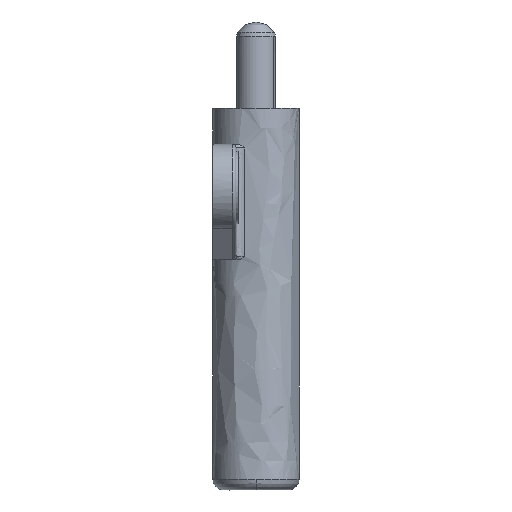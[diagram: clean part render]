
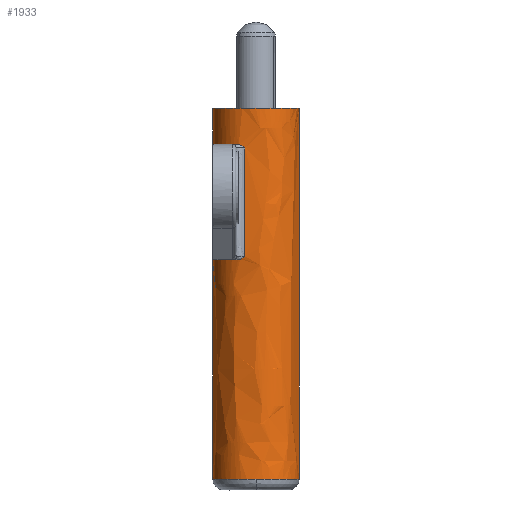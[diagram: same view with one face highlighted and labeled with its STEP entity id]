
A CAD part, left-side view. The second image highlights one B-rep face of the part: STEP entity #1933.
In plain terms, the highlighted free-form (B-spline) face has degree [2, 1] with [5, 2] control points.
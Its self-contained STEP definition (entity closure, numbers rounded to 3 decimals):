
#1121=CARTESIAN_POINT('',(-6.,0.,-51.5));
#1122=VERTEX_POINT('',#1121);
#1136=CARTESIAN_POINT('',(0.052,6.,-51.5));
#1137=VERTEX_POINT('',#1136);
#1138=CARTESIAN_POINT('',(0.052,6.,-51.5));
#1139=CARTESIAN_POINT('',(0.026,6.,-51.5));
#1140=CARTESIAN_POINT('',(0.0,6.0,-51.5));
#1141=CARTESIAN_POINT('',(-6.,6.0,-51.5));
#1142=CARTESIAN_POINT('',(-6.,0.,-51.5));
#1150=(BOUNDED_CURVE()B_SPLINE_CURVE(2,(#1138,#1139,#1140,#1141,#1142),.UNSPECIFIED.,.F.,.U.)B_SPLINE_CURVE_WITH_KNOTS((3,2,3),(0.248,0.25,0.5),.UNSPECIFIED.)CURVE()GEOMETRIC_REPRESENTATION_ITEM()RATIONAL_B_SPLINE_CURVE((0.996,0.998,1.0,0.707,1.0))REPRESENTATION_ITEM(''));
#1151=EDGE_CURVE('',#1137,#1122,#1150,.T.);
#1199=CARTESIAN_POINT('',(-0.052,-6.,-51.5));
#1200=VERTEX_POINT('',#1199);
#1216=CARTESIAN_POINT('',(-6.,0.,-51.5));
#1217=CARTESIAN_POINT('',(-6.,-5.948,-51.5));
#1218=CARTESIAN_POINT('',(-0.052,-6.,-51.5));
#1226=(BOUNDED_CURVE()B_SPLINE_CURVE(2,(#1216,#1217,#1218),.UNSPECIFIED.,.F.,.U.)B_SPLINE_CURVE_WITH_KNOTS((3,3),(0.5,0.748),.UNSPECIFIED.)CURVE()GEOMETRIC_REPRESENTATION_ITEM()RATIONAL_B_SPLINE_CURVE((1.0,0.709,0.996))REPRESENTATION_ITEM(''));
#1227=EDGE_CURVE('',#1122,#1200,#1226,.T.);
#1239=CARTESIAN_POINT('',(0.052,6.,0.));
#1240=VERTEX_POINT('',#1239);
#1256=CARTESIAN_POINT('',(-6.0,0.0,0.0));
#1257=VERTEX_POINT('',#1256);
#1258=CARTESIAN_POINT('',(-6.0,0.0,0.0));
#1259=CARTESIAN_POINT('',(-6.0,6.0,0.0));
#1260=CARTESIAN_POINT('',(0.0,6.0,0.0));
#1261=CARTESIAN_POINT('',(0.026,6.0,0.0));
#1262=CARTESIAN_POINT('',(0.052,6.,0.0));
#1270=(BOUNDED_CURVE()B_SPLINE_CURVE(2,(#1258,#1259,#1260,#1261,#1262),.UNSPECIFIED.,.F.,.U.)B_SPLINE_CURVE_WITH_KNOTS((3,2,3),(0.5,0.75,0.752),.UNSPECIFIED.)CURVE()GEOMETRIC_REPRESENTATION_ITEM()RATIONAL_B_SPLINE_CURVE((1.0,0.707,1.0,0.998,0.996))REPRESENTATION_ITEM(''));
#1271=EDGE_CURVE('',#1257,#1240,#1270,.T.);
#1273=CARTESIAN_POINT('',(-0.052,-6.,0.));
#1274=VERTEX_POINT('',#1273);
#1275=CARTESIAN_POINT('',(-0.052,-6.,0.0));
#1276=CARTESIAN_POINT('',(-6.0,-5.948,0.0));
#1277=CARTESIAN_POINT('',(-6.0,0.0,0.0));
#1285=(BOUNDED_CURVE()B_SPLINE_CURVE(2,(#1275,#1276,#1277),.UNSPECIFIED.,.F.,.U.)B_SPLINE_CURVE_WITH_KNOTS((3,3),(0.252,0.5),.UNSPECIFIED.)CURVE()GEOMETRIC_REPRESENTATION_ITEM()RATIONAL_B_SPLINE_CURVE((0.996,0.709,1.0))REPRESENTATION_ITEM(''));
#1286=EDGE_CURVE('',#1274,#1257,#1285,.T.);
#1714=CARTESIAN_POINT('',(0.052,6.,-5.0));
#1715=VERTEX_POINT('',#1714);
#1729=CARTESIAN_POINT('',(0.052,6.,0.));
#1730=CARTESIAN_POINT('',(0.052,6.,-5.0));
#1731=QUASI_UNIFORM_CURVE('',1,(#1729,#1730),.UNSPECIFIED.,.F.,.U.);
#1732=EDGE_CURVE('',#1240,#1715,#1731,.T.);
#1736=CARTESIAN_POINT('',(-0.052,-6.,0.));
#1737=CARTESIAN_POINT('',(-0.052,-6.,-51.5));
#1738=QUASI_UNIFORM_CURVE('',1,(#1736,#1737),.UNSPECIFIED.,.F.,.U.);
#1739=EDGE_CURVE('',#1274,#1200,#1738,.T.);
#1743=CARTESIAN_POINT('',(0.052,6.,-21.025));
#1744=VERTEX_POINT('',#1743);
#1745=CARTESIAN_POINT('',(0.052,6.,-21.025));
#1746=CARTESIAN_POINT('',(0.052,6.,-51.5));
#1747=QUASI_UNIFORM_CURVE('',1,(#1745,#1746),.UNSPECIFIED.,.F.,.U.);
#1748=EDGE_CURVE('',#1744,#1137,#1747,.T.);
#1807=CARTESIAN_POINT('',(-0.052,-6.,1.288));
#1808=CARTESIAN_POINT('',(-6.052,-5.947,1.288));
#1809=CARTESIAN_POINT('',(-6.,0.052,1.288));
#1810=CARTESIAN_POINT('',(-5.947,6.052,1.288));
#1811=CARTESIAN_POINT('',(0.052,6.,1.288));
#1812=CARTESIAN_POINT('',(-0.052,-6.,-52.82));
#1813=CARTESIAN_POINT('',(-6.052,-5.947,-52.82));
#1814=CARTESIAN_POINT('',(-6.,0.052,-52.82));
#1815=CARTESIAN_POINT('',(-5.947,6.052,-52.82));
#1816=CARTESIAN_POINT('',(0.052,6.,-52.82));
#1824=(BOUNDED_SURFACE()B_SPLINE_SURFACE(2,1,((#1807,#1812),(#1808,#1813),(#1809,#1814),(#1810,#1815),(#1811,#1816)),.UNSPECIFIED.,.F.,.F.,.U.)B_SPLINE_SURFACE_WITH_KNOTS((3,2,3),(2,2),(0.0,9.941,19.882),(0.0,54.107),.UNSPECIFIED.)GEOMETRIC_REPRESENTATION_ITEM()RATIONAL_B_SPLINE_SURFACE(((1.0,1.0),(0.707,0.707),(1.0,1.0),(0.707,0.707),(1.0,1.0)))REPRESENTATION_ITEM('')SURFACE());
#1825=CARTESIAN_POINT('',(0.0,6.0,-5.0));
#1826=VERTEX_POINT('',#1825);
#1827=CARTESIAN_POINT('',(0.052,6.,-5.));
#1828=CARTESIAN_POINT('',(0.026,6.,-5.));
#1829=CARTESIAN_POINT('',(0.0,6.0,-5.0));
#1837=(BOUNDED_CURVE()B_SPLINE_CURVE(2,(#1827,#1828,#1829),.UNSPECIFIED.,.F.,.U.)B_SPLINE_CURVE_WITH_KNOTS((3,3),(0.992,1.0),.UNSPECIFIED.)CURVE()GEOMETRIC_REPRESENTATION_ITEM()RATIONAL_B_SPLINE_CURVE((0.997,0.999,1.0))REPRESENTATION_ITEM(''));
#1838=EDGE_CURVE('',#1715,#1826,#1837,.T.);
#1839=ORIENTED_EDGE('',*,*,#1838,.T.);
#1840=CARTESIAN_POINT('',(-5.447,2.516,-5.0));
#1841=VERTEX_POINT('',#1840);
#1842=CARTESIAN_POINT('',(0.0,6.0,-5.0));
#1843=CARTESIAN_POINT('',(-3.837,6.0,-5.));
#1844=CARTESIAN_POINT('',(-5.447,2.516,-5.0));
#1852=(BOUNDED_CURVE()B_SPLINE_CURVE(2,(#1842,#1843,#1844),.UNSPECIFIED.,.F.,.U.)CURVE()GEOMETRIC_REPRESENTATION_ITEM()QUASI_UNIFORM_CURVE()RATIONAL_B_SPLINE_CURVE((1.0,0.842,1.0))REPRESENTATION_ITEM(''));
#1853=EDGE_CURVE('',#1826,#1841,#1852,.T.);
#1854=ORIENTED_EDGE('',*,*,#1853,.T.);
#1855=CARTESIAN_POINT('',(-5.798,1.543,-5.5));
#1856=VERTEX_POINT('',#1855);
#1857=CARTESIAN_POINT('',(-5.447,2.516,-5.0));
#1858=CARTESIAN_POINT('',(-5.467,2.472,-5.));
#1859=CARTESIAN_POINT('',(-5.487,2.427,-5.005));
#1860=CARTESIAN_POINT('',(-5.526,2.339,-5.021));
#1861=CARTESIAN_POINT('',(-5.544,2.295,-5.034));
#1862=CARTESIAN_POINT('',(-5.596,2.165,-5.079));
#1863=CARTESIAN_POINT('',(-5.627,2.083,-5.12));
#1864=CARTESIAN_POINT('',(-5.684,1.923,-5.214));
#1865=CARTESIAN_POINT('',(-5.71,1.845,-5.268));
#1866=CARTESIAN_POINT('',(-5.757,1.693,-5.381));
#1867=CARTESIAN_POINT('',(-5.778,1.618,-5.441));
#1868=CARTESIAN_POINT('',(-5.798,1.543,-5.5));
#1869=B_SPLINE_CURVE_WITH_KNOTS('',3,(#1857,#1858,#1859,#1860,#1861,#1862,#1863,#1864,#1865,#1866,#1867,#1868),.UNSPECIFIED.,.F.,.U.,(4,2,2,2,2,4),(0.0,0.125,0.25,0.5,0.75,1.0),.UNSPECIFIED.);
#1870=EDGE_CURVE('',#1841,#1856,#1869,.T.);
#1871=ORIENTED_EDGE('',*,*,#1870,.T.);
#1872=CARTESIAN_POINT('',(-5.798,1.543,-20.525));
#1873=VERTEX_POINT('',#1872);
#1874=CARTESIAN_POINT('',(-5.798,1.543,-5.5));
#1875=CARTESIAN_POINT('',(-5.798,1.543,-20.525));
#1876=QUASI_UNIFORM_CURVE('',1,(#1874,#1875),.UNSPECIFIED.,.F.,.U.);
#1877=EDGE_CURVE('',#1856,#1873,#1876,.T.);
#1878=ORIENTED_EDGE('',*,*,#1877,.T.);
#1879=CARTESIAN_POINT('',(-5.447,2.516,-21.025));
#1880=VERTEX_POINT('',#1879);
#1881=CARTESIAN_POINT('',(-5.798,1.543,-20.525));
#1882=CARTESIAN_POINT('',(-5.778,1.618,-20.584));
#1883=CARTESIAN_POINT('',(-5.757,1.693,-20.643));
#1884=CARTESIAN_POINT('',(-5.71,1.845,-20.757));
#1885=CARTESIAN_POINT('',(-5.684,1.923,-20.811));
#1886=CARTESIAN_POINT('',(-5.627,2.083,-20.905));
#1887=CARTESIAN_POINT('',(-5.596,2.165,-20.946));
#1888=CARTESIAN_POINT('',(-5.544,2.295,-20.991));
#1889=CARTESIAN_POINT('',(-5.526,2.339,-21.003));
#1890=CARTESIAN_POINT('',(-5.487,2.427,-21.02));
#1891=CARTESIAN_POINT('',(-5.467,2.472,-21.025));
#1892=CARTESIAN_POINT('',(-5.447,2.516,-21.025));
#1893=B_SPLINE_CURVE_WITH_KNOTS('',3,(#1881,#1882,#1883,#1884,#1885,#1886,#1887,#1888,#1889,#1890,#1891,#1892),.UNSPECIFIED.,.F.,.U.,(4,2,2,2,2,4),(0.0,0.25,0.5,0.75,0.875,1.0),.UNSPECIFIED.);
#1894=EDGE_CURVE('',#1873,#1880,#1893,.T.);
#1895=ORIENTED_EDGE('',*,*,#1894,.T.);
#1896=CARTESIAN_POINT('',(0.0,6.0,-21.025));
#1897=VERTEX_POINT('',#1896);
#1898=CARTESIAN_POINT('',(-5.447,2.516,-21.025));
#1899=CARTESIAN_POINT('',(-3.837,6.,-21.025));
#1900=CARTESIAN_POINT('',(0.0,6.0,-21.025));
#1908=(BOUNDED_CURVE()B_SPLINE_CURVE(2,(#1898,#1899,#1900),.UNSPECIFIED.,.F.,.U.)CURVE()GEOMETRIC_REPRESENTATION_ITEM()QUASI_UNIFORM_CURVE()RATIONAL_B_SPLINE_CURVE((1.0,0.842,1.0))REPRESENTATION_ITEM(''));
#1909=EDGE_CURVE('',#1880,#1897,#1908,.T.);
#1910=ORIENTED_EDGE('',*,*,#1909,.T.);
#1911=CARTESIAN_POINT('',(0.0,6.0,-21.025));
#1912=CARTESIAN_POINT('',(0.026,6.,-21.025));
#1913=CARTESIAN_POINT('',(0.052,6.,-21.025));
#1921=(BOUNDED_CURVE()B_SPLINE_CURVE(2,(#1911,#1912,#1913),.UNSPECIFIED.,.F.,.U.)B_SPLINE_CURVE_WITH_KNOTS((3,3),(0.0,0.008),.UNSPECIFIED.)CURVE()GEOMETRIC_REPRESENTATION_ITEM()RATIONAL_B_SPLINE_CURVE((1.0,0.999,0.997))REPRESENTATION_ITEM(''));
#1922=EDGE_CURVE('',#1897,#1744,#1921,.T.);
#1923=ORIENTED_EDGE('',*,*,#1922,.T.);
#1924=ORIENTED_EDGE('',*,*,#1748,.T.);
#1925=ORIENTED_EDGE('',*,*,#1151,.T.);
#1926=ORIENTED_EDGE('',*,*,#1227,.T.);
#1927=ORIENTED_EDGE('',*,*,#1739,.F.);
#1928=ORIENTED_EDGE('',*,*,#1286,.T.);
#1929=ORIENTED_EDGE('',*,*,#1271,.T.);
#1930=ORIENTED_EDGE('',*,*,#1732,.T.);
#1931=EDGE_LOOP('',(#1839,#1854,#1871,#1878,#1895,#1910,#1923,#1924,#1925,#1926,#1927,#1928,#1929,#1930));
#1932=FACE_OUTER_BOUND('',#1931,.T.);
#1933=ADVANCED_FACE('',(#1932),#1824,.T.);
